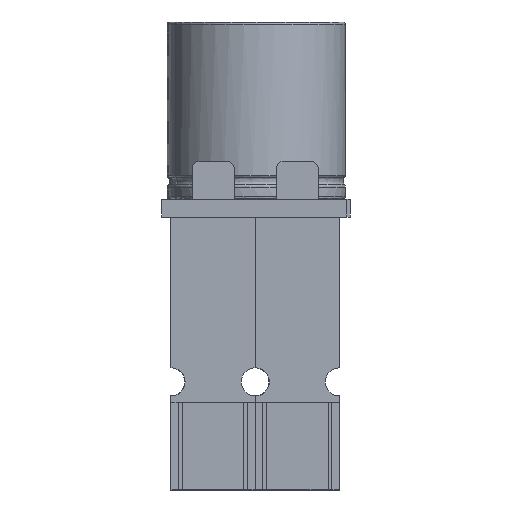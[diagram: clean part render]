
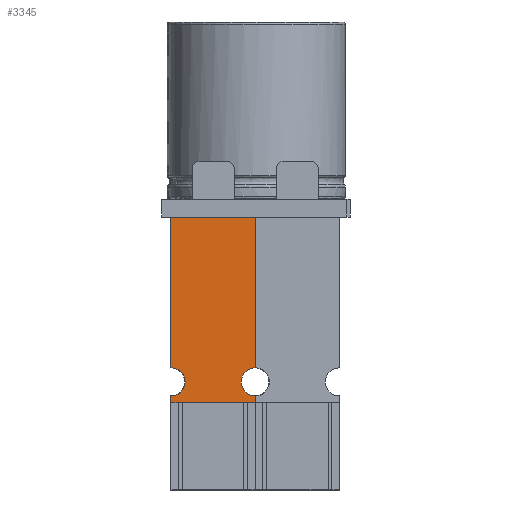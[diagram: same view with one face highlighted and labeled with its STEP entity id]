
A CAD part, left-side view. The second image highlights one B-rep face of the part: STEP entity #3345.
In plain terms, the highlighted face is planar.
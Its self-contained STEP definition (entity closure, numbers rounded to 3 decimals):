
#2318 = VERTEX_POINT('',#2319);
#2319 = CARTESIAN_POINT('',(0.,15.24,0.));
#2326 = PLANE('',#2327);
#2327 = AXIS2_PLACEMENT_3D('',#2328,#2329,#2330);
#2328 = CARTESIAN_POINT('',(0.,15.24,7.874));
#2329 = DIRECTION('',(1.,0.,0.));
#2330 = DIRECTION('',(0.,0.,-1.));
#2338 = PLANE('',#2339);
#2339 = AXIS2_PLACEMENT_3D('',#2340,#2341,#2342);
#2340 = CARTESIAN_POINT('',(24.638,15.24,7.874));
#2341 = DIRECTION('',(0.,-1.,0.));
#2342 = DIRECTION('',(0.,0.,-1.));
#2379 = VERTEX_POINT('',#2380);
#2380 = CARTESIAN_POINT('',(0.,7.62,0.));
#2394 = PLANE('',#2395);
#2395 = AXIS2_PLACEMENT_3D('',#2396,#2397,#2398);
#2396 = CARTESIAN_POINT('',(0.,7.62,7.874));
#2397 = DIRECTION('',(0.,1.,0.));
#2398 = DIRECTION('',(0.,0.,1.));
#2406 = EDGE_CURVE('',#2318,#2379,#2407,.T.);
#2407 = SURFACE_CURVE('',#2408,(#2412,#2419),.PCURVE_S1.);
#2408 = LINE('',#2409,#2410);
#2409 = CARTESIAN_POINT('',(0.,15.24,0.));
#2410 = VECTOR('',#2411,1.);
#2411 = DIRECTION('',(0.,-1.,0.));
#2412 = PCURVE('',#2326,#2413);
#2413 = DEFINITIONAL_REPRESENTATION('',(#2414),#2418);
#2414 = LINE('',#2415,#2416);
#2415 = CARTESIAN_POINT('',(7.874,0.));
#2416 = VECTOR('',#2417,1.);
#2417 = DIRECTION('',(0.,-1.));
#2418 = ( GEOMETRIC_REPRESENTATION_CONTEXT(2) 
PARAMETRIC_REPRESENTATION_CONTEXT() REPRESENTATION_CONTEXT('2D SPACE',''
  ) );
#2419 = PCURVE('',#2420,#2425);
#2420 = PLANE('',#2421);
#2421 = AXIS2_PLACEMENT_3D('',#2422,#2423,#2424);
#2422 = CARTESIAN_POINT('',(0.,0.,0.));
#2423 = DIRECTION('',(0.,0.,1.));
#2424 = DIRECTION('',(1.,0.,0.));
#2425 = DEFINITIONAL_REPRESENTATION('',(#2426),#2430);
#2426 = LINE('',#2427,#2428);
#2427 = CARTESIAN_POINT('',(0.,15.24));
#2428 = VECTOR('',#2429,1.);
#2429 = DIRECTION('',(0.,-1.));
#2430 = ( GEOMETRIC_REPRESENTATION_CONTEXT(2) 
PARAMETRIC_REPRESENTATION_CONTEXT() REPRESENTATION_CONTEXT('2D SPACE',''
  ) );
#2550 = VERTEX_POINT('',#2551);
#2551 = CARTESIAN_POINT('',(16.764,15.24,0.));
#2560 = PLANE('',#2561);
#2561 = AXIS2_PLACEMENT_3D('',#2562,#2563,#2564);
#2562 = CARTESIAN_POINT('',(24.638,15.24,7.874));
#2563 = DIRECTION('',(0.,-1.,0.));
#2564 = DIRECTION('',(0.,0.,-1.));
#2572 = PLANE('',#2573);
#2573 = AXIS2_PLACEMENT_3D('',#2574,#2575,#2576);
#2574 = CARTESIAN_POINT('',(16.764,0.,0.));
#2575 = DIRECTION('',(1.,0.,0.));
#2576 = DIRECTION('',(0.,0.,-1.));
#2664 = VERTEX_POINT('',#2665);
#2665 = CARTESIAN_POINT('',(16.129,15.24,0.));
#2679 = CYLINDRICAL_SURFACE('',#2680,1.27);
#2680 = AXIS2_PLACEMENT_3D('',#2681,#2682,#2683);
#2681 = CARTESIAN_POINT('',(14.859,15.24,-17.526));
#2682 = DIRECTION('',(0.,0.,1.));
#2683 = DIRECTION('',(1.,0.,0.));
#2691 = EDGE_CURVE('',#2550,#2664,#2692,.T.);
#2692 = SURFACE_CURVE('',#2693,(#2697,#2704),.PCURVE_S1.);
#2693 = LINE('',#2694,#2695);
#2694 = CARTESIAN_POINT('',(24.638,15.24,0.));
#2695 = VECTOR('',#2696,1.);
#2696 = DIRECTION('',(-1.,0.,0.));
#2697 = PCURVE('',#2560,#2698);
#2698 = DEFINITIONAL_REPRESENTATION('',(#2699),#2703);
#2699 = LINE('',#2700,#2701);
#2700 = CARTESIAN_POINT('',(7.874,0.));
#2701 = VECTOR('',#2702,1.);
#2702 = DIRECTION('',(0.,-1.));
#2703 = ( GEOMETRIC_REPRESENTATION_CONTEXT(2) 
PARAMETRIC_REPRESENTATION_CONTEXT() REPRESENTATION_CONTEXT('2D SPACE',''
  ) );
#2704 = PCURVE('',#2420,#2705);
#2705 = DEFINITIONAL_REPRESENTATION('',(#2706),#2710);
#2706 = LINE('',#2707,#2708);
#2707 = CARTESIAN_POINT('',(24.638,15.24));
#2708 = VECTOR('',#2709,1.);
#2709 = DIRECTION('',(-1.,0.));
#2710 = ( GEOMETRIC_REPRESENTATION_CONTEXT(2) 
PARAMETRIC_REPRESENTATION_CONTEXT() REPRESENTATION_CONTEXT('2D SPACE',''
  ) );
#2740 = VERTEX_POINT('',#2741);
#2741 = CARTESIAN_POINT('',(13.589,7.62,0.));
#2755 = CYLINDRICAL_SURFACE('',#2756,1.27);
#2756 = AXIS2_PLACEMENT_3D('',#2757,#2758,#2759);
#2757 = CARTESIAN_POINT('',(14.859,7.62,-17.526));
#2758 = DIRECTION('',(0.,0.,1.));
#2759 = DIRECTION('',(1.,0.,0.));
#2767 = EDGE_CURVE('',#2379,#2740,#2768,.T.);
#2768 = SURFACE_CURVE('',#2769,(#2773,#2780),.PCURVE_S1.);
#2769 = LINE('',#2770,#2771);
#2770 = CARTESIAN_POINT('',(0.,7.62,0.));
#2771 = VECTOR('',#2772,1.);
#2772 = DIRECTION('',(1.,0.,0.));
#2773 = PCURVE('',#2394,#2774);
#2774 = DEFINITIONAL_REPRESENTATION('',(#2775),#2779);
#2775 = LINE('',#2776,#2777);
#2776 = CARTESIAN_POINT('',(-7.874,0.));
#2777 = VECTOR('',#2778,1.);
#2778 = DIRECTION('',(0.,1.));
#2779 = ( GEOMETRIC_REPRESENTATION_CONTEXT(2) 
PARAMETRIC_REPRESENTATION_CONTEXT() REPRESENTATION_CONTEXT('2D SPACE',''
  ) );
#2780 = PCURVE('',#2420,#2781);
#2781 = DEFINITIONAL_REPRESENTATION('',(#2782),#2786);
#2782 = LINE('',#2783,#2784);
#2783 = CARTESIAN_POINT('',(0.,7.62));
#2784 = VECTOR('',#2785,1.);
#2785 = DIRECTION('',(1.,0.));
#2786 = ( GEOMETRIC_REPRESENTATION_CONTEXT(2) 
PARAMETRIC_REPRESENTATION_CONTEXT() REPRESENTATION_CONTEXT('2D SPACE',''
  ) );
#3016 = VERTEX_POINT('',#3017);
#3017 = CARTESIAN_POINT('',(16.764,7.62,0.));
#3031 = PLANE('',#3032);
#3032 = AXIS2_PLACEMENT_3D('',#3033,#3034,#3035);
#3033 = CARTESIAN_POINT('',(0.,7.62,7.874));
#3034 = DIRECTION('',(0.,1.,0.));
#3035 = DIRECTION('',(0.,0.,1.));
#3043 = EDGE_CURVE('',#3016,#2550,#3044,.T.);
#3044 = SURFACE_CURVE('',#3045,(#3049,#3056),.PCURVE_S1.);
#3045 = LINE('',#3046,#3047);
#3046 = CARTESIAN_POINT('',(16.764,7.62,0.));
#3047 = VECTOR('',#3048,1.);
#3048 = DIRECTION('',(0.,1.,0.));
#3049 = PCURVE('',#2572,#3050);
#3050 = DEFINITIONAL_REPRESENTATION('',(#3051),#3055);
#3051 = LINE('',#3052,#3053);
#3052 = CARTESIAN_POINT('',(0.,7.62));
#3053 = VECTOR('',#3054,1.);
#3054 = DIRECTION('',(0.,1.));
#3055 = ( GEOMETRIC_REPRESENTATION_CONTEXT(2) 
PARAMETRIC_REPRESENTATION_CONTEXT() REPRESENTATION_CONTEXT('2D SPACE',''
  ) );
#3056 = PCURVE('',#2420,#3057);
#3057 = DEFINITIONAL_REPRESENTATION('',(#3058),#3062);
#3058 = LINE('',#3059,#3060);
#3059 = CARTESIAN_POINT('',(16.764,7.62));
#3060 = VECTOR('',#3061,1.);
#3061 = DIRECTION('',(0.,1.));
#3062 = ( GEOMETRIC_REPRESENTATION_CONTEXT(2) 
PARAMETRIC_REPRESENTATION_CONTEXT() REPRESENTATION_CONTEXT('2D SPACE',''
  ) );
#3345 = ADVANCED_FACE('',(#3346),#2420,.F.);
#3346 = FACE_BOUND('',#3347,.F.);
#3347 = EDGE_LOOP('',(#3348,#3349,#3350,#3374,#3395,#3396,#3397,#3421));
#3348 = ORIENTED_EDGE('',*,*,#2406,.T.);
#3349 = ORIENTED_EDGE('',*,*,#2767,.T.);
#3350 = ORIENTED_EDGE('',*,*,#3351,.F.);
#3351 = EDGE_CURVE('',#3352,#2740,#3354,.T.);
#3352 = VERTEX_POINT('',#3353);
#3353 = CARTESIAN_POINT('',(16.129,7.62,0.));
#3354 = SURFACE_CURVE('',#3355,(#3360,#3367),.PCURVE_S1.);
#3355 = CIRCLE('',#3356,1.27);
#3356 = AXIS2_PLACEMENT_3D('',#3357,#3358,#3359);
#3357 = CARTESIAN_POINT('',(14.859,7.62,0.));
#3358 = DIRECTION('',(0.,0.,1.));
#3359 = DIRECTION('',(1.,0.,0.));
#3360 = PCURVE('',#2420,#3361);
#3361 = DEFINITIONAL_REPRESENTATION('',(#3362),#3366);
#3362 = CIRCLE('',#3363,1.27);
#3363 = AXIS2_PLACEMENT_2D('',#3364,#3365);
#3364 = CARTESIAN_POINT('',(14.859,7.62));
#3365 = DIRECTION('',(1.,0.));
#3366 = ( GEOMETRIC_REPRESENTATION_CONTEXT(2) 
PARAMETRIC_REPRESENTATION_CONTEXT() REPRESENTATION_CONTEXT('2D SPACE',''
  ) );
#3367 = PCURVE('',#2755,#3368);
#3368 = DEFINITIONAL_REPRESENTATION('',(#3369),#3373);
#3369 = LINE('',#3370,#3371);
#3370 = CARTESIAN_POINT('',(0.,17.526));
#3371 = VECTOR('',#3372,1.);
#3372 = DIRECTION('',(1.,0.));
#3373 = ( GEOMETRIC_REPRESENTATION_CONTEXT(2) 
PARAMETRIC_REPRESENTATION_CONTEXT() REPRESENTATION_CONTEXT('2D SPACE',''
  ) );
#3374 = ORIENTED_EDGE('',*,*,#3375,.T.);
#3375 = EDGE_CURVE('',#3352,#3016,#3376,.T.);
#3376 = SURFACE_CURVE('',#3377,(#3381,#3388),.PCURVE_S1.);
#3377 = LINE('',#3378,#3379);
#3378 = CARTESIAN_POINT('',(0.,7.62,0.));
#3379 = VECTOR('',#3380,1.);
#3380 = DIRECTION('',(1.,0.,0.));
#3381 = PCURVE('',#2420,#3382);
#3382 = DEFINITIONAL_REPRESENTATION('',(#3383),#3387);
#3383 = LINE('',#3384,#3385);
#3384 = CARTESIAN_POINT('',(0.,7.62));
#3385 = VECTOR('',#3386,1.);
#3386 = DIRECTION('',(1.,0.));
#3387 = ( GEOMETRIC_REPRESENTATION_CONTEXT(2) 
PARAMETRIC_REPRESENTATION_CONTEXT() REPRESENTATION_CONTEXT('2D SPACE',''
  ) );
#3388 = PCURVE('',#3031,#3389);
#3389 = DEFINITIONAL_REPRESENTATION('',(#3390),#3394);
#3390 = LINE('',#3391,#3392);
#3391 = CARTESIAN_POINT('',(-7.874,0.));
#3392 = VECTOR('',#3393,1.);
#3393 = DIRECTION('',(0.,1.));
#3394 = ( GEOMETRIC_REPRESENTATION_CONTEXT(2) 
PARAMETRIC_REPRESENTATION_CONTEXT() REPRESENTATION_CONTEXT('2D SPACE',''
  ) );
#3395 = ORIENTED_EDGE('',*,*,#3043,.T.);
#3396 = ORIENTED_EDGE('',*,*,#2691,.T.);
#3397 = ORIENTED_EDGE('',*,*,#3398,.F.);
#3398 = EDGE_CURVE('',#3399,#2664,#3401,.T.);
#3399 = VERTEX_POINT('',#3400);
#3400 = CARTESIAN_POINT('',(13.589,15.24,0.));
#3401 = SURFACE_CURVE('',#3402,(#3407,#3414),.PCURVE_S1.);
#3402 = CIRCLE('',#3403,1.27);
#3403 = AXIS2_PLACEMENT_3D('',#3404,#3405,#3406);
#3404 = CARTESIAN_POINT('',(14.859,15.24,0.));
#3405 = DIRECTION('',(0.,0.,1.));
#3406 = DIRECTION('',(1.,0.,0.));
#3407 = PCURVE('',#2420,#3408);
#3408 = DEFINITIONAL_REPRESENTATION('',(#3409),#3413);
#3409 = CIRCLE('',#3410,1.27);
#3410 = AXIS2_PLACEMENT_2D('',#3411,#3412);
#3411 = CARTESIAN_POINT('',(14.859,15.24));
#3412 = DIRECTION('',(1.,0.));
#3413 = ( GEOMETRIC_REPRESENTATION_CONTEXT(2) 
PARAMETRIC_REPRESENTATION_CONTEXT() REPRESENTATION_CONTEXT('2D SPACE',''
  ) );
#3414 = PCURVE('',#2679,#3415);
#3415 = DEFINITIONAL_REPRESENTATION('',(#3416),#3420);
#3416 = LINE('',#3417,#3418);
#3417 = CARTESIAN_POINT('',(0.,17.526));
#3418 = VECTOR('',#3419,1.);
#3419 = DIRECTION('',(1.,0.));
#3420 = ( GEOMETRIC_REPRESENTATION_CONTEXT(2) 
PARAMETRIC_REPRESENTATION_CONTEXT() REPRESENTATION_CONTEXT('2D SPACE',''
  ) );
#3421 = ORIENTED_EDGE('',*,*,#3422,.T.);
#3422 = EDGE_CURVE('',#3399,#2318,#3423,.T.);
#3423 = SURFACE_CURVE('',#3424,(#3428,#3435),.PCURVE_S1.);
#3424 = LINE('',#3425,#3426);
#3425 = CARTESIAN_POINT('',(24.638,15.24,0.));
#3426 = VECTOR('',#3427,1.);
#3427 = DIRECTION('',(-1.,0.,0.));
#3428 = PCURVE('',#2420,#3429);
#3429 = DEFINITIONAL_REPRESENTATION('',(#3430),#3434);
#3430 = LINE('',#3431,#3432);
#3431 = CARTESIAN_POINT('',(24.638,15.24));
#3432 = VECTOR('',#3433,1.);
#3433 = DIRECTION('',(-1.,0.));
#3434 = ( GEOMETRIC_REPRESENTATION_CONTEXT(2) 
PARAMETRIC_REPRESENTATION_CONTEXT() REPRESENTATION_CONTEXT('2D SPACE',''
  ) );
#3435 = PCURVE('',#2338,#3436);
#3436 = DEFINITIONAL_REPRESENTATION('',(#3437),#3441);
#3437 = LINE('',#3438,#3439);
#3438 = CARTESIAN_POINT('',(7.874,0.));
#3439 = VECTOR('',#3440,1.);
#3440 = DIRECTION('',(0.,-1.));
#3441 = ( GEOMETRIC_REPRESENTATION_CONTEXT(2) 
PARAMETRIC_REPRESENTATION_CONTEXT() REPRESENTATION_CONTEXT('2D SPACE',''
  ) );
